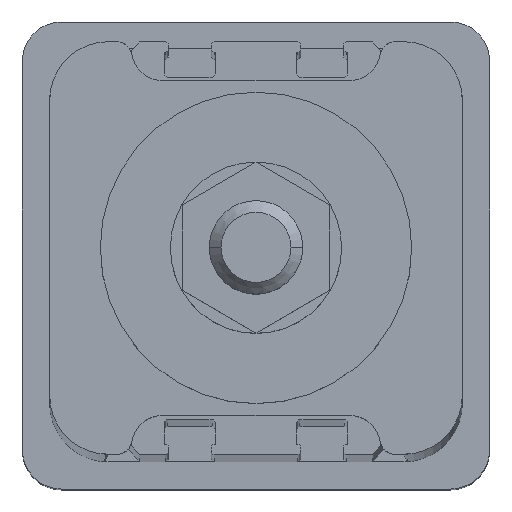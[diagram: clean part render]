
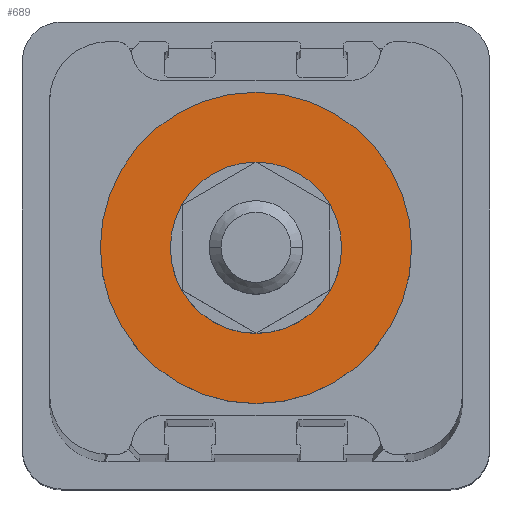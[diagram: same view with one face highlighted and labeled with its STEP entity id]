
A CAD part, top view. The second image highlights one B-rep face of the part: STEP entity #689.
In plain terms, the highlighted planar face has unit normal (0, 0, 1).
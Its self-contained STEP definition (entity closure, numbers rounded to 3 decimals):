
#361 = FACE_BOUND ( 'NONE', #5518, .T. ) ;
#374 = FACE_OUTER_BOUND ( 'NONE', #5460, .T. ) ;
#689 = ADVANCED_FACE ( 'NONE', ( #361, #374 ), #1640, .T. ) ;
#976 = EDGE_CURVE ( 'NONE', #5101, #5636, #6006, .T. ) ;
#978 = EDGE_CURVE ( 'NONE', #4584, #6001, #5959, .T. ) ;
#1404 = CARTESIAN_POINT ( 'NONE',  ( -11., 0., 540. ) ) ;
#1640 = PLANE ( 'NONE',  #4864 ) ;
#1686 = CARTESIAN_POINT ( 'NONE',  ( 0., 0., 540. ) ) ;
#1694 = DIRECTION ( 'NONE',  ( 1., 0., 0. ) ) ;
#1713 = DIRECTION ( 'NONE',  ( 0., 0., 1. ) ) ;
#1884 = AXIS2_PLACEMENT_3D ( 'NONE', #4051, #4038, #4027 ) ;
#2042 = AXIS2_PLACEMENT_3D ( 'NONE', #4679, #4670, #4669 ) ;
#2094 = CARTESIAN_POINT ( 'NONE',  ( 11., 0., 540. ) ) ;
#2553 = DIRECTION ( 'NONE',  ( 1., 0., 0. ) ) ;
#2610 = CIRCLE ( 'NONE', #1884, 20. ) ;
#2855 = CIRCLE ( 'NONE', #2042, 11. ) ;
#2996 = ORIENTED_EDGE ( 'NONE', *, *, #978, .F. ) ;
#3062 = ORIENTED_EDGE ( 'NONE', *, *, #5473, .F. ) ;
#3667 = ORIENTED_EDGE ( 'NONE', *, *, #976, .T. ) ;
#3748 = ORIENTED_EDGE ( 'NONE', *, *, #5595, .T. ) ;
#3838 = CARTESIAN_POINT ( 'NONE',  ( 20., 0., 540. ) ) ;
#4027 = DIRECTION ( 'NONE',  ( 1., 0., 0. ) ) ;
#4038 = DIRECTION ( 'NONE',  ( 0., 0., 1. ) ) ;
#4051 = CARTESIAN_POINT ( 'NONE',  ( 0., 0., 540. ) ) ;
#4584 = VERTEX_POINT ( 'NONE', #1404 ) ;
#4609 = AXIS2_PLACEMENT_3D ( 'NONE', #5284, #5199, #5242 ) ;
#4628 = AXIS2_PLACEMENT_3D ( 'NONE', #5187, #5561, #2553 ) ;
#4669 = DIRECTION ( 'NONE',  ( 1., 0., 0. ) ) ;
#4670 = DIRECTION ( 'NONE',  ( 0., 0., 1. ) ) ;
#4679 = CARTESIAN_POINT ( 'NONE',  ( 0., 0., 540. ) ) ;
#4864 = AXIS2_PLACEMENT_3D ( 'NONE', #1686, #1713, #1694 ) ;
#5101 = VERTEX_POINT ( 'NONE', #5600 ) ;
#5187 = CARTESIAN_POINT ( 'NONE',  ( 0., 0., 540. ) ) ;
#5199 = DIRECTION ( 'NONE',  ( 0., 0., 1. ) ) ;
#5242 = DIRECTION ( 'NONE',  ( 1., 0., 0. ) ) ;
#5284 = CARTESIAN_POINT ( 'NONE',  ( 0., 0., 540. ) ) ;
#5460 = EDGE_LOOP ( 'NONE', ( #3667, #3748 ) ) ;
#5473 = EDGE_CURVE ( 'NONE', #6001, #4584, #2855, .T. ) ;
#5518 = EDGE_LOOP ( 'NONE', ( #2996, #3062 ) ) ;
#5561 = DIRECTION ( 'NONE',  ( 0., 0., 1. ) ) ;
#5595 = EDGE_CURVE ( 'NONE', #5636, #5101, #2610, .T. ) ;
#5600 = CARTESIAN_POINT ( 'NONE',  ( -20., 0., 540. ) ) ;
#5636 = VERTEX_POINT ( 'NONE', #3838 ) ;
#5959 = CIRCLE ( 'NONE', #4609, 11. ) ;
#6001 = VERTEX_POINT ( 'NONE', #2094 ) ;
#6006 = CIRCLE ( 'NONE', #4628, 20. ) ;
